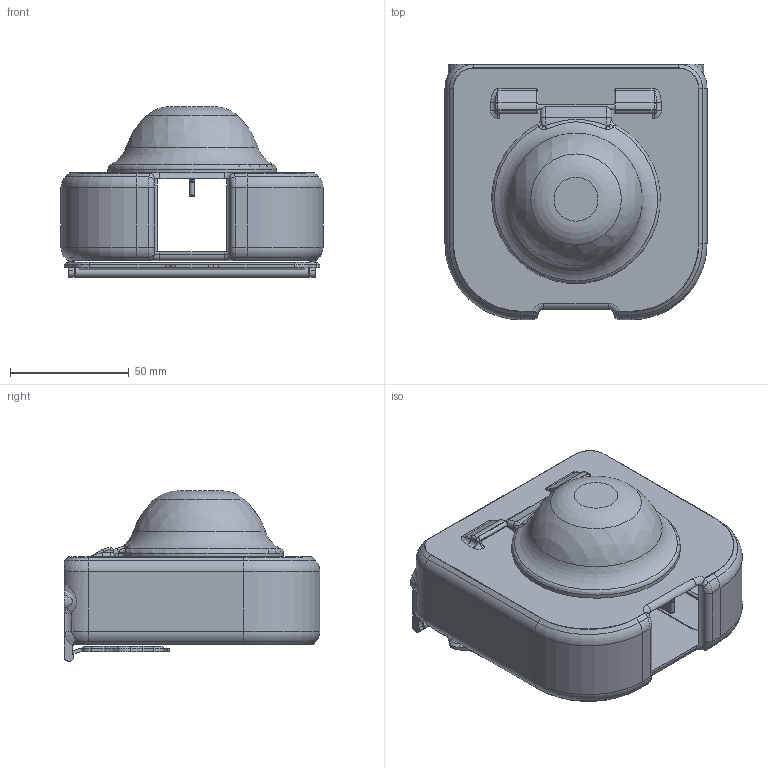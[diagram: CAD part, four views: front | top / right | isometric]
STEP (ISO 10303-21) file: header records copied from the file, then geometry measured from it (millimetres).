
FILE_DESCRIPTION(/* description */ ('STEP AP242 Edition 2','CAx-IF Rec.Pracs.---Representation and Presentation of Product Manufacturing Information (PMI)---4.0---2014-10-13','CAx-IF Rec.Pracs.---3D Tessellated Geometry---0.4---2014-09-14','2;1','CAx-IF Rec.Pracs.---User Defined Attributes---1.5---2016-08-15'),/* implementation_level */ '2;1');
FILE_NAME(/* name */ '6922c7780628a6c66dfd40c2',/* time_stamp */ '2025-11-23T08:36:09Z',/* author */ (''),/* organization */ (''),/* preprocessor_version */ 'ST-DEVELOPER v20',/* originating_system */ 'ONSHAPE BY PTC INC, 1.207',/* authorisation */ ' ');
FILE_SCHEMA (('AP242_MANAGED_MODEL_BASED_3D_ENGINEERING_MIM_LF { 1 0 10303 442 3 1 4 }'));
Length unit declared in the file: metre
Products named in the file (4): Cap itself; Pregnancy; Case with cap; 52 mm ball adapter
Bounding box: 110.3 x 107.63 x 71.8 mm (x, y, z)
Volume: 103004.7 mm3; surface area: 89255.5 mm2
Topology: 4 solids, 4 shells, 984 faces, 2628 edges, 1670 vertices
Faces by surface type: plane 424, bspline 276, cylinder 191, torus 64, cone 22, sphere 7
Full cylindrical faces by diameter (mm): 2.7 x2, 4 x1, 4.2 x4, 55.6 x1
Entity records: 32426 total; most frequent: CARTESIAN_POINT 9710, ORIENTED_EDGE 5186, DIRECTION 3901, EDGE_CURVE 2593, VERTEX_POINT 1664, LINE 1467, VECTOR 1467, AXIS2_PLACEMENT_3D 1217
